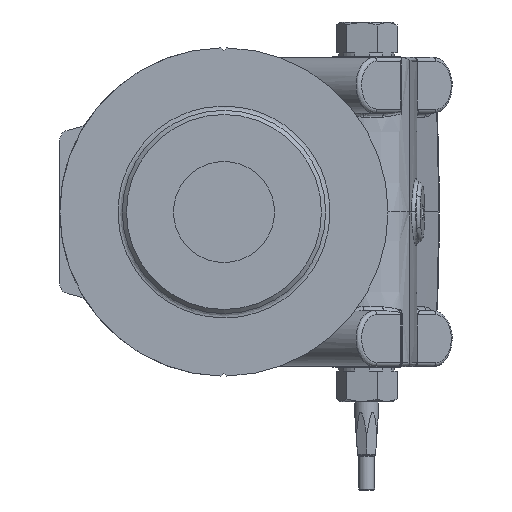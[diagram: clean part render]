
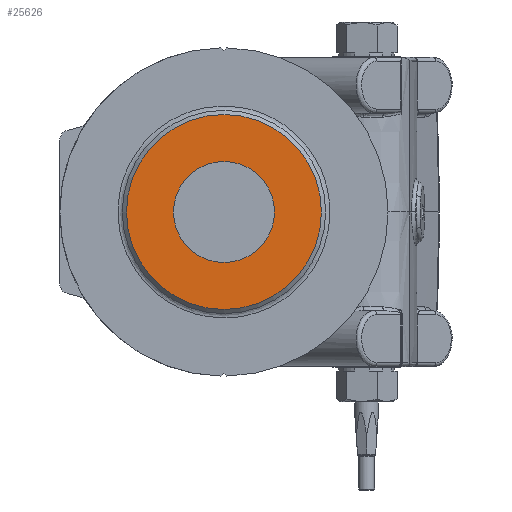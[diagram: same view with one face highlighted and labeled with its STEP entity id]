
A CAD part, left-side view. The second image highlights one B-rep face of the part: STEP entity #25626.
In plain terms, the highlighted planar face has unit normal (-1, 0, 0).
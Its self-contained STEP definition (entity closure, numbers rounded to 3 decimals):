
#169 = CARTESIAN_POINT ( 'NONE',  ( -67.2, 22.6, 0. ) ) ;
#185 = PLANE ( 'NONE',  #35167 ) ;
#187 = DIRECTION ( 'NONE',  ( -1., 0., 0. ) ) ;
#188 = DIRECTION ( 'NONE',  ( 0., 0., 1. ) ) ;
#4296 = AXIS2_PLACEMENT_3D ( 'NONE', #18549, #18551, #18553 ) ;
#9907 = FACE_OUTER_BOUND ( 'NONE', #30808, .T. ) ;
#9910 = FACE_BOUND ( 'NONE', #30803, .T. ) ;
#15516 = CIRCLE ( 'NONE', #25253, 49. ) ;
#18549 = CARTESIAN_POINT ( 'NONE',  ( -67.2, 71.6, 0. ) ) ;
#18551 = DIRECTION ( 'NONE',  ( 1., 0., 0. ) ) ;
#18553 = DIRECTION ( 'NONE',  ( 0., 0., 1. ) ) ;
#19274 = EDGE_CURVE ( 'NONE', #24503, #24503, #23015, .T. ) ;
#20847 = CARTESIAN_POINT ( 'NONE',  ( -67.2, 71.6, 25.4 ) ) ;
#20856 = CARTESIAN_POINT ( 'NONE',  ( -67.2, 71.6, -49. ) ) ;
#23015 = CIRCLE ( 'NONE', #4296, 25.4 ) ;
#23934 = EDGE_CURVE ( 'NONE', #24513, #24513, #15516, .T. ) ;
#24503 = VERTEX_POINT ( 'NONE', #20847 ) ;
#24513 = VERTEX_POINT ( 'NONE', #20856 ) ;
#25253 = AXIS2_PLACEMENT_3D ( 'NONE', #37434, #37435, #37436 ) ;
#25626 = ADVANCED_FACE ( 'NONE', ( #9910, #9907 ), #185, .T. ) ;
#30803 = EDGE_LOOP ( 'NONE', ( #37968 ) ) ;
#30808 = EDGE_LOOP ( 'NONE', ( #37969 ) ) ;
#35167 = AXIS2_PLACEMENT_3D ( 'NONE', #169, #187, #188 ) ;
#37434 = CARTESIAN_POINT ( 'NONE',  ( -67.2, 71.6, 0. ) ) ;
#37435 = DIRECTION ( 'NONE',  ( 1., 0., 0. ) ) ;
#37436 = DIRECTION ( 'NONE',  ( 0., 0., -1. ) ) ;
#37968 = ORIENTED_EDGE ( 'NONE', *, *, #19274, .T. ) ;
#37969 = ORIENTED_EDGE ( 'NONE', *, *, #23934, .F. ) ;
